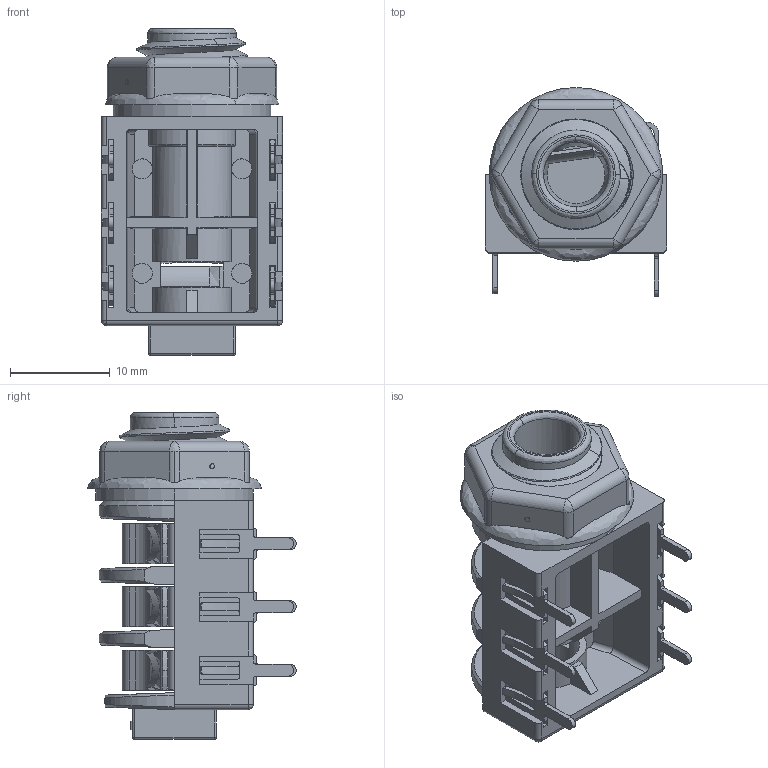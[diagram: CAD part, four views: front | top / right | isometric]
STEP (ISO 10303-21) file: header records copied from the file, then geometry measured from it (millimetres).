
FILE_DESCRIPTION (( 'STEP AP214' ), '1' );
FILE_NAME ('NMJ6HFD2-AU.STEP', '2024-03-25T15:36:38', ( '' ), ( '' ), 'SwSTEP 2.0', 'SolidWorks 2021', '' );
FILE_SCHEMA (( 'AUTOMOTIVE_DESIGN' ));
Length unit declared in the file: millimetre
Products named in the file (2): NMJ6HFD2; NMJ6HFD2-AU
Assembly tree (1 placements, depth 2):
  NMJ6HFD2-AU
    NMJ6HFD2
Bounding box: 18.2 x 20.96 x 32.85 mm (x, y, z)
Volume: 3123.3 mm3; surface area: 5618.2 mm2
Topology: 4 solids, 4 shells, 659 faces, 1801 edges, 1149 vertices
Faces by surface type: plane 350, cylinder 212, bspline 94, cone 3
Entity records: 38080 total; most frequent: CARTESIAN_POINT 14687, ORIENTED_EDGE 3578, DIRECTION 2992, EDGE_CURVE 1789, LINE 1194, VECTOR 1194, VERTEX_POINT 1149, AXIS2_PLACEMENT_3D 899
